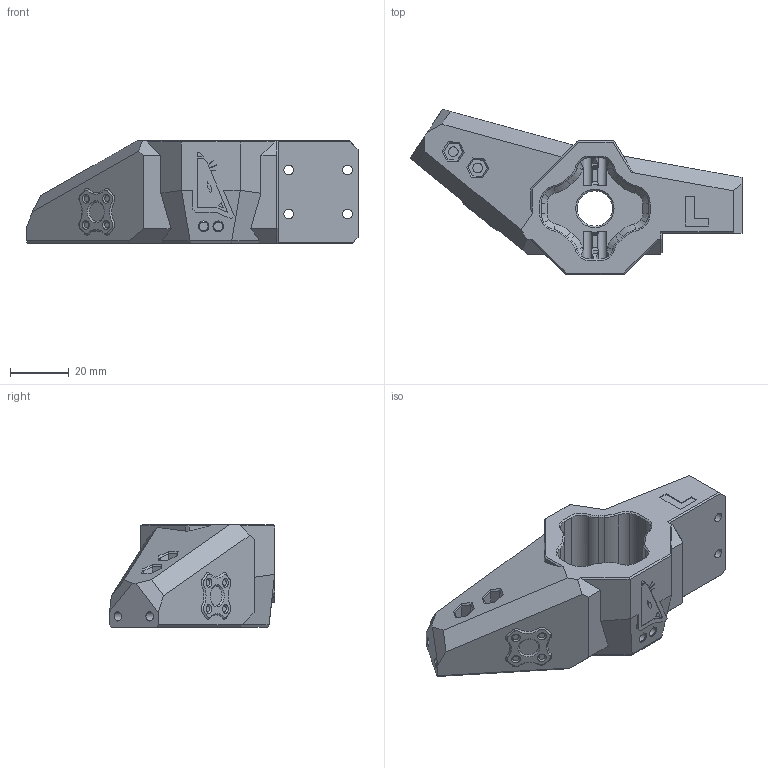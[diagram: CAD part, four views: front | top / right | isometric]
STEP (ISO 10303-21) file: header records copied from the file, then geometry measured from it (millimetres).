
FILE_DESCRIPTION(/* description */ (''),/* implementation_level */ '2;1');
FILE_NAME(/* name */ 'BedArmLeft_3.1_WS8 v5.step',/* time_stamp */ '2023-02-21T23:26:31-05:00',/* author */ (''),/* organization */ (''),/* preprocessor_version */ 'ST-DEVELOPER v19.2',/* originating_system */ 'Autodesk Translation Framework v11.17.0.187',/* authorisation */ '');
FILE_SCHEMA (('AUTOMOTIVE_DESIGN { 1 0 10303 214 3 1 1 }'));
Length unit declared in the file: millimetre
Products named in the file (1): BedArmLeft_3.1_WS8
Bounding box: 112.86 x 56.2 x 35 mm (x, y, z)
Volume: 80601.9 mm3; surface area: 20495.8 mm2
Topology: 1 solids, 1 shells, 343 faces, 894 edges, 566 vertices
Faces by surface type: plane 218, cone 63, cylinder 37, bspline 25
Full cylindrical faces by diameter (mm): 3.3 x6, 5.6 x4, 12 x1
Entity records: 12684 total; most frequent: CARTESIAN_POINT 4265, ORIENTED_EDGE 1788, DIRECTION 1648, EDGE_CURVE 894, LINE 654, VECTOR 654, VERTEX_POINT 566, AXIS2_PLACEMENT_3D 497
